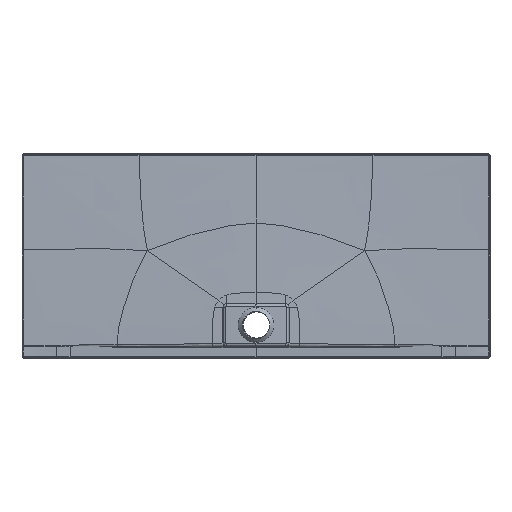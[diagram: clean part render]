
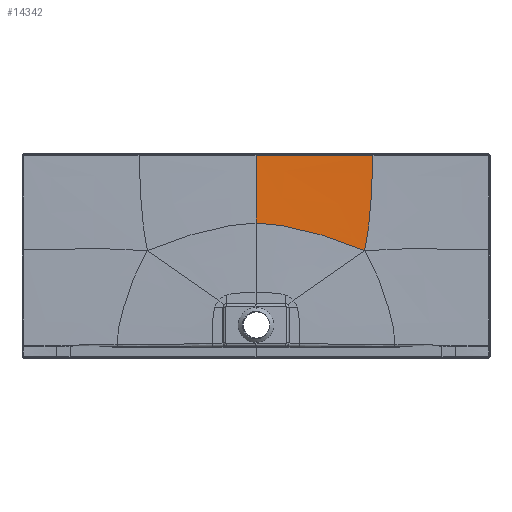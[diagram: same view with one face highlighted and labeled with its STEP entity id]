
A CAD part, front view. The second image highlights one B-rep face of the part: STEP entity #14342.
In plain terms, the highlighted free-form (B-spline) face has degree [3, 3] with [8, 10] control points.
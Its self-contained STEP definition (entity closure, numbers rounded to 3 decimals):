
#3636=CARTESIAN_POINT('',(399.99,-3.063,694.975));
#3660=CARTESIAN_POINT('',(0.002,-3.149,
694.942));
#3661=CARTESIAN_POINT('',(12.203,-3.149,694.942));
#3662=CARTESIAN_POINT('',(38.179,-3.148,694.942));
#3663=CARTESIAN_POINT('',(81.394,-3.143,694.944));
#3664=CARTESIAN_POINT('',(130.307,-3.135,694.947));
#3665=CARTESIAN_POINT('',(185.593,-3.122,694.952));
#3666=CARTESIAN_POINT('',(248.135,-3.105,694.958));
#3667=CARTESIAN_POINT('',(317.588,-3.085,694.966));
#3668=CARTESIAN_POINT('',(371.429,-3.07,694.972));
#3669=CARTESIAN_POINT('',(399.99,-3.063,694.975));
#3671=CARTESIAN_POINT('',(399.99,-3.063,694.975));
#3672=CARTESIAN_POINT('',(399.899,-3.338,673.077));
#3673=CARTESIAN_POINT('',(398.458,-4.008,626.927));
#3674=CARTESIAN_POINT('',(394.958,-5.056,564.376));
#3675=CARTESIAN_POINT('',(391.014,-6.024,507.824));
#3676=CARTESIAN_POINT('',(386.951,-6.802,462.792));
#3677=CARTESIAN_POINT('',(381.909,-7.497,423.582));
#3678=CARTESIAN_POINT('',(376.413,-8.083,391.942));
#3679=CARTESIAN_POINT('',(373.131,-8.386,376.192));
#3680=CARTESIAN_POINT('',(371.352,-8.539,368.374));
#3682=DIRECTION('',(0.,-0.029,-1.));
#3683=VECTOR('',#3682,232.453);
#3684=CARTESIAN_POINT('',(0.002,-3.149,
694.942));
#3685=LINE('',#3684,#3683);
#3735=CARTESIAN_POINT('',(0.,-9.924,
462.587));
#3736=CARTESIAN_POINT('',(25.556,-9.924,462.587));
#3737=CARTESIAN_POINT('',(79.982,-9.824,457.377));
#3738=CARTESIAN_POINT('',(169.701,-9.502,437.8));
#3739=CARTESIAN_POINT('',(250.284,-9.185,414.683));
#3740=CARTESIAN_POINT('',(318.391,-8.862,390.806));
#3741=CARTESIAN_POINT('',(353.572,-8.657,376.35));
#3742=CARTESIAN_POINT('',(371.352,-8.539,368.374));
#3791=CARTESIAN_POINT('',(371.352,-8.539,368.374));
#4510=VERTEX_POINT('',#3791);
#4623=VERTEX_POINT('',#3636);
#4645=CARTESIAN_POINT('',(0.,-9.924,
462.587));
#4647=VERTEX_POINT('',#4645);
#4648=CARTESIAN_POINT('',(0.002,-3.149,
694.942));
#4649=VERTEX_POINT('',#4648);
#14252=CARTESIAN_POINT('',(-4.091,-3.053,
698.222));
#14253=CARTESIAN_POINT('',(-4.089,-3.612,
679.052));
#14254=CARTESIAN_POINT('',(-4.012,-4.748,
640.089));
#14255=CARTESIAN_POINT('',(-3.771,-6.172,
591.23));
#14256=CARTESIAN_POINT('',(-3.544,-7.327,
551.644));
#14257=CARTESIAN_POINT('',(-3.376,-8.192,
521.954));
#14258=CARTESIAN_POINT('',(-3.255,-8.914,
497.213));
#14259=CARTESIAN_POINT('',(-3.173,-9.51,
476.746));
#14260=CARTESIAN_POINT('',(-3.139,-9.818,
466.176));
#14261=CARTESIAN_POINT('',(-3.123,-9.982,
460.555));
#14262=CARTESIAN_POINT('',(30.605,-3.053,
698.223));
#14263=CARTESIAN_POINT('',(30.588,-3.613,
679.059));
#14264=CARTESIAN_POINT('',(30.006,-4.751,
640.112));
#14265=CARTESIAN_POINT('',(28.197,-6.177,
591.287));
#14266=CARTESIAN_POINT('',(26.481,-7.332,
551.743));
#14267=CARTESIAN_POINT('',(25.215,-8.197,
522.092));
#14268=CARTESIAN_POINT('',(24.295,-8.919,
497.386));
#14269=CARTESIAN_POINT('',(23.673,-9.515,
476.949));
#14270=CARTESIAN_POINT('',(23.409,-9.823,
466.394));
#14271=CARTESIAN_POINT('',(23.286,-9.987,
460.78));
#14272=CARTESIAN_POINT('',(98.634,-3.051,
698.205));
#14273=CARTESIAN_POINT('',(98.582,-3.592,
678.89));
#14274=CARTESIAN_POINT('',(96.785,-4.691,
639.578));
#14275=CARTESIAN_POINT('',(91.445,-6.078,
589.954));
#14276=CARTESIAN_POINT('',(86.658,-7.216,
549.443));
#14277=CARTESIAN_POINT('',(83.294,-8.077,
518.912));
#14278=CARTESIAN_POINT('',(81.,-8.803,
493.383));
#14279=CARTESIAN_POINT('',(79.531,-9.408,
472.256));
#14280=CARTESIAN_POINT('',(78.933,-9.721,
461.355));
#14281=CARTESIAN_POINT('',(78.657,-9.889,
455.562));
#14282=CARTESIAN_POINT('',(199.996,-3.044,
698.142));
#14283=CARTESIAN_POINT('',(199.908,-3.51,
678.318));
#14284=CARTESIAN_POINT('',(196.892,-4.472,
637.769));
#14285=CARTESIAN_POINT('',(188.357,-5.735,
585.289));
#14286=CARTESIAN_POINT('',(181.112,-6.82,
541.132));
#14287=CARTESIAN_POINT('',(176.218,-7.671,
507.184));
#14288=CARTESIAN_POINT('',(172.995,-8.416,
478.345));
#14289=CARTESIAN_POINT('',(170.897,-9.052,
454.37));
#14290=CARTESIAN_POINT('',(169.986,-9.387,
441.998));
#14291=CARTESIAN_POINT('',(169.539,-9.566,
435.444));
#14292=CARTESIAN_POINT('',(283.329,-3.037,
698.058));
#14293=CARTESIAN_POINT('',(283.241,-3.425,
677.517));
#14294=CARTESIAN_POINT('',(280.199,-4.258,
635.33));
#14295=CARTESIAN_POINT('',(271.839,-5.423,
579.462));
#14296=CARTESIAN_POINT('',(264.667,-6.466,
531.105));
#14297=CARTESIAN_POINT('',(259.577,-7.308,
493.244));
#14298=CARTESIAN_POINT('',(255.712,-8.062,
460.64));
#14299=CARTESIAN_POINT('',(252.562,-8.717,
433.442));
#14300=CARTESIAN_POINT('',(250.888,-9.065,
419.432));
#14301=CARTESIAN_POINT('',(249.949,-9.252,
412.017));
#14302=CARTESIAN_POINT('',(351.097,-3.031,
697.942));
#14303=CARTESIAN_POINT('',(351.031,-3.357,
676.322));
#14304=CARTESIAN_POINT('',(348.724,-4.098,
631.815));
#14305=CARTESIAN_POINT('',(342.61,-5.203,
572.04));
#14306=CARTESIAN_POINT('',(336.949,-6.21,
519.356));
#14307=CARTESIAN_POINT('',(332.313,-7.026,
477.638));
#14308=CARTESIAN_POINT('',(327.788,-7.76,
441.429));
#14309=CARTESIAN_POINT('',(323.25,-8.399,
411.215));
#14310=CARTESIAN_POINT('',(320.522,-8.739,
395.657));
#14311=CARTESIAN_POINT('',(318.957,-8.923,
387.466));
#14312=CARTESIAN_POINT('',(385.531,-3.028,
697.859));
#14313=CARTESIAN_POINT('',(385.483,-3.324,
675.442));
#14314=CARTESIAN_POINT('',(383.766,-4.022,
629.25));
#14315=CARTESIAN_POINT('',(379.399,-5.1,
566.906));
#14316=CARTESIAN_POINT('',(374.918,-6.081,
511.581));
#14317=CARTESIAN_POINT('',(370.676,-6.873,
467.586));
#14318=CARTESIAN_POINT('',(365.796,-7.582,
429.31));
#14319=CARTESIAN_POINT('',(360.438,-8.199,
397.354));
#14320=CARTESIAN_POINT('',(357.152,-8.529,
380.955));
#14321=CARTESIAN_POINT('',(355.204,-8.707,
372.271));
#14322=CARTESIAN_POINT('',(403.299,-3.027,
697.808));
#14323=CARTESIAN_POINT('',(403.26,-3.307,
674.899));
#14324=CARTESIAN_POINT('',(401.88,-3.983,
627.672));
#14325=CARTESIAN_POINT('',(398.506,-5.046,
563.805));
#14326=CARTESIAN_POINT('',(394.684,-6.011,
506.975));
#14327=CARTESIAN_POINT('',(390.661,-6.786,
461.708));
#14328=CARTESIAN_POINT('',(385.583,-7.478,
422.286));
#14329=CARTESIAN_POINT('',(379.826,-8.081,
389.396));
#14330=CARTESIAN_POINT('',(376.223,-8.404,
372.487));
#14331=CARTESIAN_POINT('',(374.131,-8.578,
363.581));
#14332=B_SPLINE_SURFACE_WITH_KNOTS('',3,3,((#14252,#14253,#14254,#14255,#14256,
#14257,#14258,#14259,#14260,#14261),(#14262,#14263,#14264,#14265,#14266,#14267,
#14268,#14269,#14270,#14271),(#14272,#14273,#14274,#14275,#14276,#14277,#14278,
#14279,#14280,#14281),(#14282,#14283,#14284,#14285,#14286,#14287,#14288,#14289,
#14290,#14291),(#14292,#14293,#14294,#14295,#14296,#14297,#14298,#14299,#14300,
#14301),(#14302,#14303,#14304,#14305,#14306,#14307,#14308,#14309,#14310,#14311),
(#14312,#14313,#14314,#14315,#14316,#14317,#14318,#14319,#14320,#14321),(#14322,
#14323,#14324,#14325,#14326,#14327,#14328,#14329,#14330,#14331)),.UNSPECIFIED.,
.F.,.F.,.F.,(4,1,1,1,1,4),(4,1,1,1,1,1,1,4),(-0.005,0.125,0.25,
0.375,0.438,0.504),(0.004,0.125,0.25,0.313,
0.375,0.438,0.469,0.504),.UNSPECIFIED.);
#14334=ORIENTED_EDGE('',*,*,#14333,.F.);
#14336=ORIENTED_EDGE('',*,*,#14335,.T.);
#14337=ORIENTED_EDGE('',*,*,#14243,.T.);
#14339=ORIENTED_EDGE('',*,*,#14338,.F.);
#14340=EDGE_LOOP('',(#14334,#14336,#14337,#14339));
#14341=FACE_OUTER_BOUND('',#14340,.F.);
#14342=ADVANCED_FACE('',(#14341),#14332,.F.);
#3670=B_SPLINE_CURVE_WITH_KNOTS('',3,(#3660,#3661,#3662,#3663,#3664,#3665,#3666,
#3667,#3668,#3669),.UNSPECIFIED.,.F.,.F.,(4,1,1,1,1,1,1,4),(0.,
0.143,0.286,0.429,0.571,
0.714,0.857,1.),.UNSPECIFIED.);
#3681=B_SPLINE_CURVE_WITH_KNOTS('',3,(#3671,#3672,#3673,#3674,#3675,#3676,#3677,
#3678,#3679,#3680),.UNSPECIFIED.,.F.,.F.,(4,1,1,1,1,1,1,4),(0.,
0.236,0.491,0.618,0.745,
0.873,0.936,1.),.UNSPECIFIED.);
#3743=B_SPLINE_CURVE_WITH_KNOTS('',3,(#3735,#3736,#3737,#3738,#3739,#3740,#3741,
#3742),.UNSPECIFIED.,.F.,.F.,(4,1,1,1,1,4),(0.,0.25,0.5,0.75,0.875,
1.),.UNSPECIFIED.);
#14243=EDGE_CURVE('',#4623,#4510,#3681,.T.);
#14333=EDGE_CURVE('',#4649,#4647,#3685,.T.);
#14335=EDGE_CURVE('',#4649,#4623,#3670,.T.);
#14338=EDGE_CURVE('',#4647,#4510,#3743,.T.);
